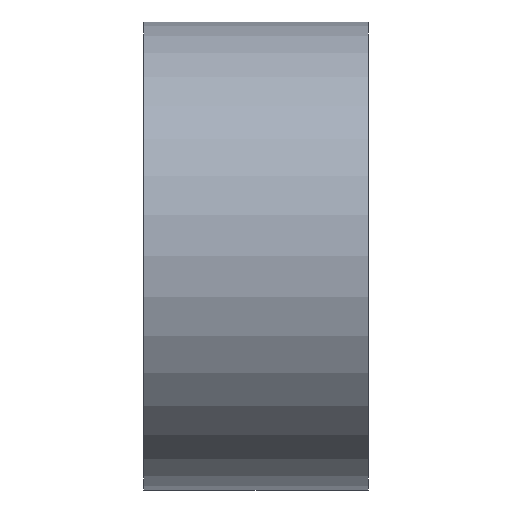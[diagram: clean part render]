
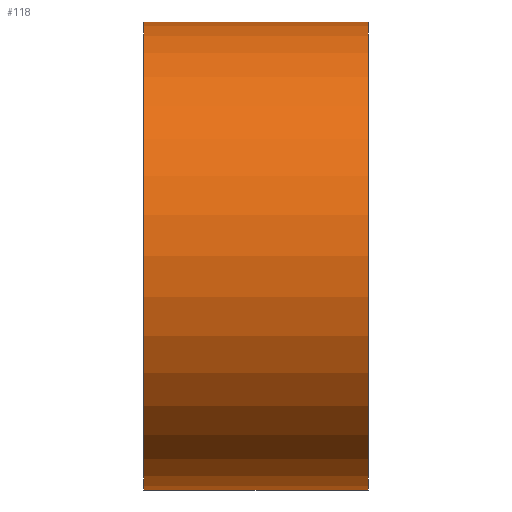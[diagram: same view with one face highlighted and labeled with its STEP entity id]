
A CAD part, left-side view. The second image highlights one B-rep face of the part: STEP entity #118.
In plain terms, the highlighted cylindrical face has radius 23.5 mm (diameter 47 mm), a partial arc.
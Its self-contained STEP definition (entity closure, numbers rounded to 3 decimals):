
#1 = DIRECTION ( 'NONE',  ( 0., 0., 1. ) ) ;
#6 = CARTESIAN_POINT ( 'NONE',  ( 0., 28.12, -23.5 ) ) ;
#15 = CARTESIAN_POINT ( 'NONE',  ( 0., 22.5, -23.5 ) ) ;
#21 = CARTESIAN_POINT ( 'NONE',  ( 0., 22.5, 0. ) ) ;
#26 = CARTESIAN_POINT ( 'NONE',  ( 0., 0., 0. ) ) ;
#37 = EDGE_CURVE ( 'NONE', #239, #214, #205, .T. ) ;
#45 = DIRECTION ( 'NONE',  ( 0., 1., 0. ) ) ;
#46 = CARTESIAN_POINT ( 'NONE',  ( 0., 28.12, 23.5 ) ) ;
#49 = EDGE_CURVE ( 'NONE', #210, #239, #102, .T. ) ;
#50 = DIRECTION ( 'NONE',  ( 0., 1., 0. ) ) ;
#55 = DIRECTION ( 'NONE',  ( 0., 1., 0. ) ) ;
#56 = EDGE_CURVE ( 'NONE', #226, #214, #203, .T. ) ;
#60 = AXIS2_PLACEMENT_3D ( 'NONE', #115, #116, #100 ) ;
#62 = DIRECTION ( 'NONE',  ( 0., 1., 0. ) ) ;
#63 = AXIS2_PLACEMENT_3D ( 'NONE', #26, #50, #1 ) ;
#73 = AXIS2_PLACEMENT_3D ( 'NONE', #21, #55, #223 ) ;
#79 = EDGE_CURVE ( 'NONE', #210, #226, #195, .T. ) ;
#93 = CARTESIAN_POINT ( 'NONE',  ( 0., 22.5, 23.5 ) ) ;
#100 = DIRECTION ( 'NONE',  ( 0., 0., 1. ) ) ;
#102 = CIRCLE ( 'NONE', #63, 23.5 ) ;
#112 = CARTESIAN_POINT ( 'NONE',  ( 0., 0., -23.5 ) ) ;
#115 = CARTESIAN_POINT ( 'NONE',  ( 0., 28.12, 0. ) ) ;
#116 = DIRECTION ( 'NONE',  ( 0., 1., 0. ) ) ;
#118 = ADVANCED_FACE ( 'NONE', ( #190 ), #184, .T. ) ;
#130 = CARTESIAN_POINT ( 'NONE',  ( 0., 0., 23.5 ) ) ;
#184 = CYLINDRICAL_SURFACE ( 'NONE', #60, 23.5 ) ;
#190 = FACE_OUTER_BOUND ( 'NONE', #240, .T. ) ;
#194 = VECTOR ( 'NONE', #45, 1000. ) ;
#195 = LINE ( 'NONE', #6, #194 ) ;
#203 = CIRCLE ( 'NONE', #73, 23.5 ) ;
#204 = VECTOR ( 'NONE', #62, 1000. ) ;
#205 = LINE ( 'NONE', #46, #204 ) ;
#210 = VERTEX_POINT ( 'NONE', #112 ) ;
#214 = VERTEX_POINT ( 'NONE', #93 ) ;
#221 = ORIENTED_EDGE ( 'NONE', *, *, #56, .F. ) ;
#223 = DIRECTION ( 'NONE',  ( 0., 0., 1. ) ) ;
#224 = ORIENTED_EDGE ( 'NONE', *, *, #37, .T. ) ;
#225 = ORIENTED_EDGE ( 'NONE', *, *, #49, .T. ) ;
#226 = VERTEX_POINT ( 'NONE', #15 ) ;
#227 = ORIENTED_EDGE ( 'NONE', *, *, #79, .F. ) ;
#239 = VERTEX_POINT ( 'NONE', #130 ) ;
#240 = EDGE_LOOP ( 'NONE', ( #227, #225, #224, #221 ) ) ;
